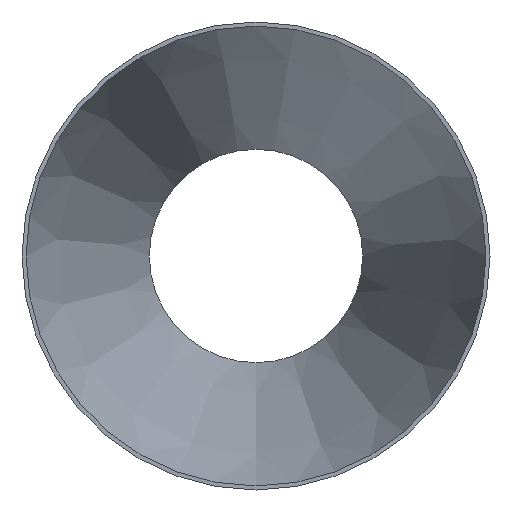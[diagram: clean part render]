
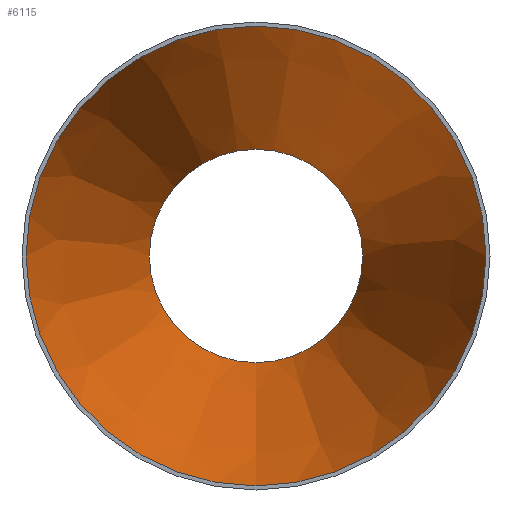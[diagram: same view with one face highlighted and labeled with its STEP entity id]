
A CAD part, front view. The second image highlights one B-rep face of the part: STEP entity #6115.
In plain terms, the highlighted conical face has half-angle 15.843 degrees and reference radius 174.681 mm.
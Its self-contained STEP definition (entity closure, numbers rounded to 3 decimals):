
#307 = CIRCLE ( 'NONE', #33686, 81.032 ) ;
#3411 = FACE_BOUND ( 'NONE', #32588, .T. ) ;
#4721 = CARTESIAN_POINT ( 'NONE',  ( 0., 0., 0. ) ) ;
#5163 = ORIENTED_EDGE ( 'NONE', *, *, #28973, .T. ) ;
#5379 = EDGE_LOOP ( 'NONE', ( #5163 ) ) ;
#6115 = ADVANCED_FACE ( 'NONE', ( #3411, #19415 ), #35459, .F. ) ;
#7179 = VERTEX_POINT ( 'NONE', #39160 ) ;
#7545 = AXIS2_PLACEMENT_3D ( 'NONE', #22413, #38410, #22623 ) ;
#13210 = AXIS2_PLACEMENT_3D ( 'NONE', #4721, #17503, #27536 ) ;
#17503 = DIRECTION ( 'NONE',  ( 0., -1., 0. ) ) ;
#19415 = FACE_OUTER_BOUND ( 'NONE', #5379, .T. ) ;
#19757 = CARTESIAN_POINT ( 'NONE',  ( 0., 330., -81.032 ) ) ;
#20710 = CIRCLE ( 'NONE', #13210, 174.682 ) ;
#22413 = CARTESIAN_POINT ( 'NONE',  ( 0., 0., 0. ) ) ;
#22623 = DIRECTION ( 'NONE',  ( 0., 0., -1. ) ) ;
#22970 = VERTEX_POINT ( 'NONE', #19757 ) ;
#27536 = DIRECTION ( 'NONE',  ( 0., 0., -1. ) ) ;
#28336 = CARTESIAN_POINT ( 'NONE',  ( 0., 330., 0. ) ) ;
#28973 = EDGE_CURVE ( 'NONE', #7179, #7179, #20710, .T. ) ;
#30054 = EDGE_CURVE ( 'NONE', #22970, #22970, #307, .T. ) ;
#32588 = EDGE_LOOP ( 'NONE', ( #35938 ) ) ;
#33686 = AXIS2_PLACEMENT_3D ( 'NONE', #28336, #41748, #41536 ) ;
#35459 = CONICAL_SURFACE ( 'NONE', #7545, 174.682, 0.277 ) ;
#35938 = ORIENTED_EDGE ( 'NONE', *, *, #30054, .F. ) ;
#38410 = DIRECTION ( 'NONE',  ( 0., -1., 0. ) ) ;
#39160 = CARTESIAN_POINT ( 'NONE',  ( 0., 0., -174.682 ) ) ;
#41536 = DIRECTION ( 'NONE',  ( 0., 0., -1. ) ) ;
#41748 = DIRECTION ( 'NONE',  ( 0., -1., 0. ) ) ;
